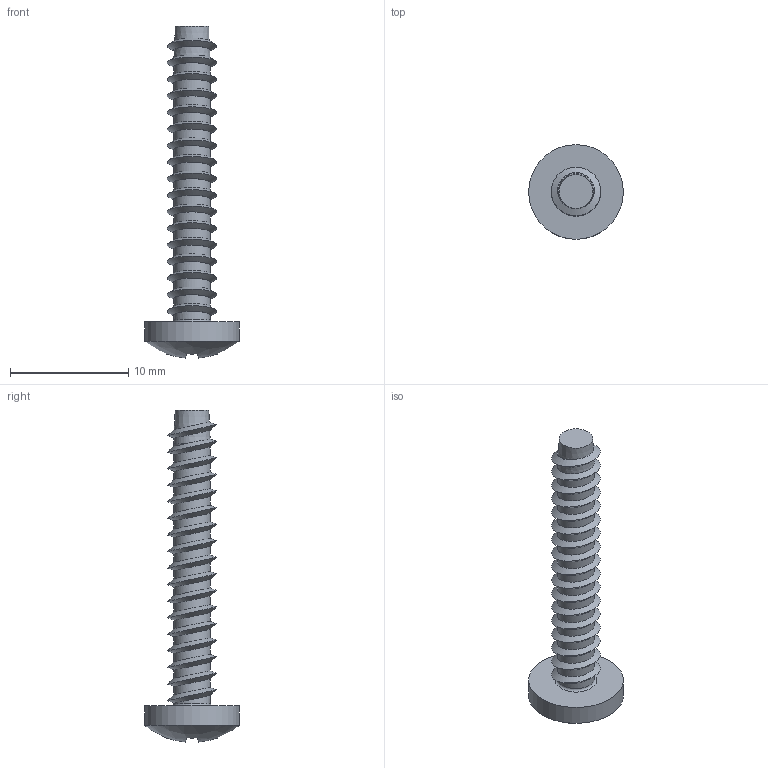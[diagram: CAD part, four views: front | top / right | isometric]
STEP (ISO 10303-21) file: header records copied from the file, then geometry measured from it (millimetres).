
FILE_DESCRIPTION(/* description */ (''),/* implementation_level */ '2;1');
FILE_NAME(/* name */ '17450_KriTec_Blechschraube_DIN_7981_4,2x25.stp',/* time_stamp */ '2017-07-10T11:04:52+02:00',/* author */ ('kostic'),/* organization */ (''),/* preprocessor_version */ 'ST-DEVELOPER v16.1',/* originating_system */ 'Autodesk Inventor 2016',/* authorisation */ '');
FILE_SCHEMA (('AUTOMOTIVE_DESIGN { 1 0 10303 214 3 1 1 }'));
Length unit declared in the file: millimetre
Products named in the file (1): 17450_KriTec_Blechschraube_DIN_7981_4,2x25
Bounding box: 8 x 8 x 28.05 mm (x, y, z)
Volume: 332.3 mm3; surface area: 547.9 mm2
Topology: 1 solids, 1 shells, 105 faces, 268 edges, 167 vertices
Faces by surface type: plane 49, cone 36, cylinder 18, sphere 1, torus 1
Full cylindrical faces by diameter (mm): 3.1 x16, 8 x1
Entity records: 3513 total; most frequent: CARTESIAN_POINT 1504, DIRECTION 446, ORIENTED_EDGE 326, AXIS2_PLACEMENT_3D 211, EDGE_CURVE 163, EDGE_LOOP 161, VERTEX_POINT 116, FACE_OUTER_BOUND 105
